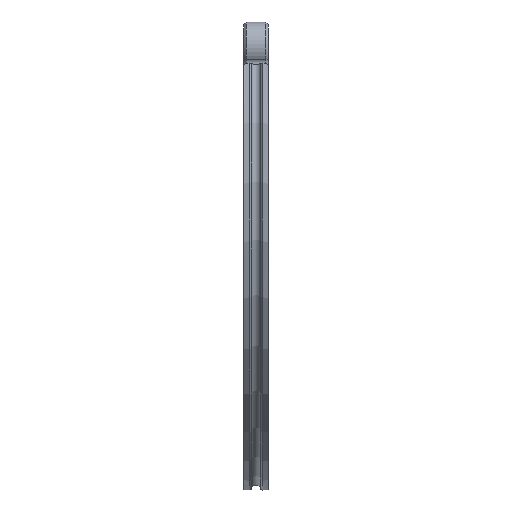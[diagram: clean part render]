
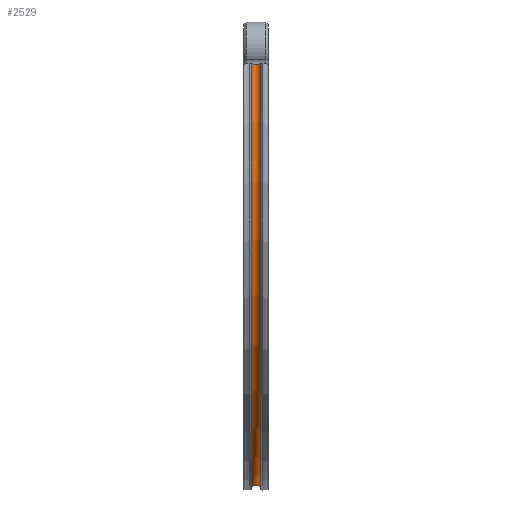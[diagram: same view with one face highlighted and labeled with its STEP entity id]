
A CAD part, left-side view. The second image highlights one B-rep face of the part: STEP entity #2529.
In plain terms, the highlighted toroidal (fillet/blend) face has major radius 140 mm and minor radius 2 mm.
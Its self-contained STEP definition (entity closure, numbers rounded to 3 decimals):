
#21=TOROIDAL_SURFACE('',#2894,140.,2.);
#241=CIRCLE('',#2891,139.333);
#244=CIRCLE('',#2895,2.);
#245=CIRCLE('',#2896,139.333);
#246=CIRCLE('',#2897,2.);
#483=FACE_OUTER_BOUND('',#641,.T.);
#641=EDGE_LOOP('',(#2306,#2307,#2308,#2309));
#1231=VERTEX_POINT('',#4503);
#1232=VERTEX_POINT('',#4505);
#1234=VERTEX_POINT('',#4511);
#1235=VERTEX_POINT('',#4513);
#1594=EDGE_CURVE('',#1231,#1232,#241,.T.);
#1597=EDGE_CURVE('',#1231,#1234,#244,.T.);
#1598=EDGE_CURVE('',#1235,#1234,#245,.T.);
#1599=EDGE_CURVE('',#1235,#1232,#246,.T.);
#2306=ORIENTED_EDGE('',*,*,#1594,.F.);
#2307=ORIENTED_EDGE('',*,*,#1597,.T.);
#2308=ORIENTED_EDGE('',*,*,#1598,.F.);
#2309=ORIENTED_EDGE('',*,*,#1599,.T.);
#2529=ADVANCED_FACE('',(#483),#21,.F.);
#2891=AXIS2_PLACEMENT_3D('',#4506,#3746,#3747);
#2894=AXIS2_PLACEMENT_3D('',#4510,#3752,#3753);
#2895=AXIS2_PLACEMENT_3D('',#4512,#3754,#3755);
#2896=AXIS2_PLACEMENT_3D('',#4514,#3756,#3757);
#2897=AXIS2_PLACEMENT_3D('',#4515,#3758,#3759);
#3746=DIRECTION('center_axis',(0.,1.,0.));
#3747=DIRECTION('ref_axis',(-0.695,0.,-0.719));
#3752=DIRECTION('center_axis',(0.,-1.,0.));
#3753=DIRECTION('ref_axis',(0.,0.,-1.));
#3754=DIRECTION('center_axis',(0.961,0.,0.276));
#3755=DIRECTION('ref_axis',(0.276,0.,-0.961));
#3756=DIRECTION('center_axis',(0.,-1.,0.));
#3757=DIRECTION('ref_axis',(-0.695,0.,-0.719));
#3758=DIRECTION('center_axis',(0.242,0.,0.97));
#3759=DIRECTION('ref_axis',(-0.97,0.,0.242));
#4503=CARTESIAN_POINT('',(-21.595,6.886,26.064));
#4505=CARTESIAN_POINT('',(-195.195,6.886,193.708));
#4506=CARTESIAN_POINT('Origin',(-60.,6.886,160.));
#4510=CARTESIAN_POINT('Origin',(-60.,5.,160.));
#4511=CARTESIAN_POINT('',(-21.595,3.114,26.064));
#4512=CARTESIAN_POINT('Origin',(-21.411,5.,25.423));
#4513=CARTESIAN_POINT('',(-195.195,3.114,193.708));
#4514=CARTESIAN_POINT('Origin',(-60.,3.114,160.));
#4515=CARTESIAN_POINT('Origin',(-195.841,5.,193.869));
